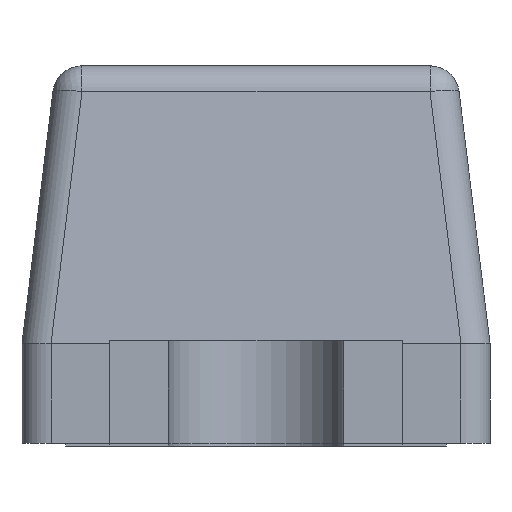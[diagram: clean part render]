
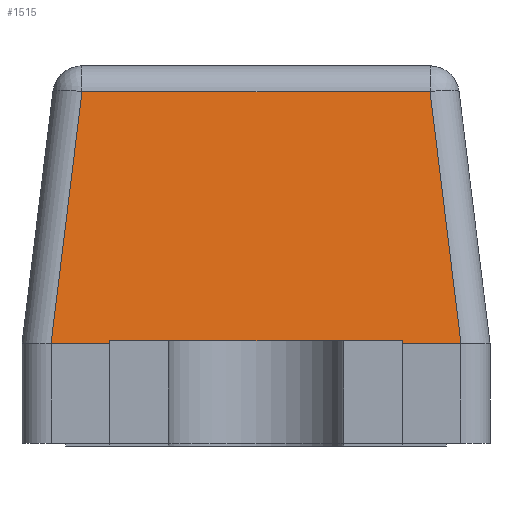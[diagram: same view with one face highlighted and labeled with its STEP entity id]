
A CAD part, left-side view. The second image highlights one B-rep face of the part: STEP entity #1515.
In plain terms, the highlighted planar face has unit normal (-0.993, 0, 0.122).
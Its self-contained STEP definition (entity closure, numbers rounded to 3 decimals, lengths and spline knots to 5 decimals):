
#82=PLANE('',#1641);
#162=FACE_OUTER_BOUND('',#251,.T.);
#251=EDGE_LOOP('',(#1177,#1178,#1179,#1180));
#353=LINE('',#2300,#522);
#359=LINE('',#2327,#528);
#362=LINE('',#2342,#531);
#364=LINE('',#2345,#533);
#522=VECTOR('',#1840,0.70075);
#528=VECTOR('',#1868,0.59488);
#531=VECTOR('',#1891,0.43754);
#533=VECTOR('',#1895,0.43754);
#723=VERTEX_POINT('',#2286);
#729=VERTEX_POINT('',#2298);
#737=VERTEX_POINT('',#2321);
#739=VERTEX_POINT('',#2325);
#883=EDGE_CURVE('',#729,#723,#353,.T.);
#896=EDGE_CURVE('',#739,#737,#359,.T.);
#904=EDGE_CURVE('',#737,#729,#362,.T.);
#906=EDGE_CURVE('',#723,#739,#364,.T.);
#1177=ORIENTED_EDGE('',*,*,#896,.F.);
#1178=ORIENTED_EDGE('',*,*,#906,.F.);
#1179=ORIENTED_EDGE('',*,*,#883,.F.);
#1180=ORIENTED_EDGE('',*,*,#904,.F.);
#1515=ADVANCED_FACE('',(#162),#82,.T.);
#1641=AXIS2_PLACEMENT_3D('',#2344,#1893,#1894);
#1840=DIRECTION('',(0.,1.,0.));
#1868=DIRECTION('',(0.,-1.,0.));
#1891=DIRECTION('',(-0.121,-0.121,-0.985));
#1893=DIRECTION('center_axis',(-0.993,0.,0.122));
#1894=DIRECTION('ref_axis',(0.122,0.,0.993));
#1895=DIRECTION('',(0.121,-0.121,0.985));
#2286=CARTESIAN_POINT('',(-0.6,0.35037,0.175));
#2298=CARTESIAN_POINT('',(-0.6,-0.35037,0.175));
#2300=CARTESIAN_POINT('',(-0.6,0.4,0.175));
#2321=CARTESIAN_POINT('',(-0.54707,-0.29744,0.60609));
#2325=CARTESIAN_POINT('',(-0.54707,0.29744,0.60609));
#2327=CARTESIAN_POINT('',(-0.54707,-0.1,0.60609));
#2342=CARTESIAN_POINT('',(-0.56906,-0.31944,0.42695));
#2344=CARTESIAN_POINT('Origin',(-0.57084,-0.2,0.4125));
#2345=CARTESIAN_POINT('',(-0.56028,0.31066,0.49846));
